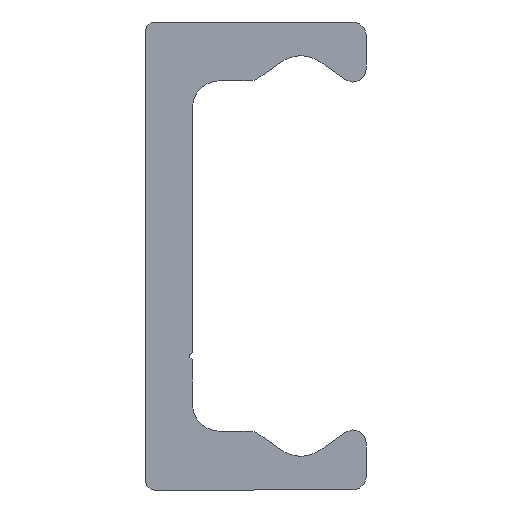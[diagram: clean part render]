
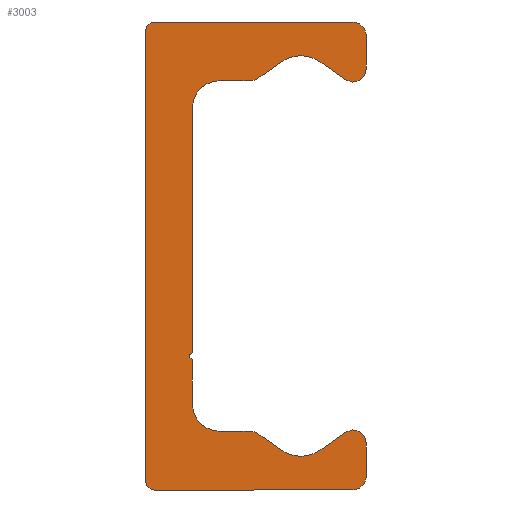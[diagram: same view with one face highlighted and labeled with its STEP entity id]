
A CAD part, left-side view. The second image highlights one B-rep face of the part: STEP entity #3003.
In plain terms, the highlighted planar face has unit normal (-1, 0, 0).
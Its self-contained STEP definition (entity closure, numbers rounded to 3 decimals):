
#1980=CARTESIAN_POINT('',(0.0,4.75,-7.25));
#1981=VERTEX_POINT('',#1980);
#1988=CARTESIAN_POINT('',(0.0,4.75,-7.75));
#1989=VERTEX_POINT('',#1988);
#1990=CARTESIAN_POINT('',(0.0,4.75,-7.5));
#1991=DIRECTION('',(-1.0,0.0,0.0));
#1992=DIRECTION('',(0.0,0.0,1.0));
#1993=AXIS2_PLACEMENT_3D('',#1990,#1991,#1992);
#1994=CIRCLE('',#1993,0.25);
#1995=EDGE_CURVE('',#1981,#1989,#1994,.T.);
#2105=CARTESIAN_POINT('',(0.0,4.75,11.1));
#2106=VERTEX_POINT('',#2105);
#2113=CARTESIAN_POINT('',(0.0,4.75,11.1));
#2114=DIRECTION('',(0.0,0.0,-1.0));
#2115=VECTOR('',#2114,18.35);
#2116=LINE('',#2113,#2115);
#2117=EDGE_CURVE('',#2106,#1981,#2116,.T.);
#2173=CARTESIAN_POINT('',(0.0,7.6,-17.5));
#2174=VERTEX_POINT('',#2173);
#2181=CARTESIAN_POINT('',(0.0,8.25,-16.85));
#2182=VERTEX_POINT('',#2181);
#2183=CARTESIAN_POINT('',(0.0,7.6,-16.85));
#2184=DIRECTION('',(1.0,0.0,0.0));
#2185=DIRECTION('',(0.0,0.0,-1.0));
#2186=AXIS2_PLACEMENT_3D('',#2183,#2184,#2185);
#2187=CIRCLE('',#2186,0.65);
#2188=EDGE_CURVE('',#2174,#2182,#2187,.T.);
#2212=CARTESIAN_POINT('',(0.0,-7.25,-17.5));
#2213=VERTEX_POINT('',#2212);
#2220=CARTESIAN_POINT('',(0.0,-7.25,-17.5));
#2221=DIRECTION('',(0.0,1.0,0.0));
#2222=VECTOR('',#2221,14.85);
#2223=LINE('',#2220,#2222);
#2224=EDGE_CURVE('',#2213,#2174,#2223,.T.);
#2244=CARTESIAN_POINT('',(0.0,-8.25,-16.5));
#2245=VERTEX_POINT('',#2244);
#2252=CARTESIAN_POINT('',(0.0,-7.25,-16.5));
#2253=DIRECTION('',(1.0,0.0,0.0));
#2254=DIRECTION('',(0.0,-1.0,0.0));
#2255=AXIS2_PLACEMENT_3D('',#2252,#2253,#2254);
#2256=CIRCLE('',#2255,1.0);
#2257=EDGE_CURVE('',#2245,#2213,#2256,.T.);
#2276=CARTESIAN_POINT('',(0.0,-8.25,-13.98));
#2277=VERTEX_POINT('',#2276);
#2284=CARTESIAN_POINT('',(0.0,-8.25,-13.98));
#2285=DIRECTION('',(0.0,0.0,-1.0));
#2286=VECTOR('',#2285,2.52);
#2287=LINE('',#2284,#2286);
#2288=EDGE_CURVE('',#2277,#2245,#2287,.T.);
#2308=CARTESIAN_POINT('',(0.0,-6.708,-13.177));
#2309=VERTEX_POINT('',#2308);
#2316=CARTESIAN_POINT('',(0.0,-7.27,-13.98));
#2317=DIRECTION('',(1.0,0.0,0.0));
#2318=DIRECTION('',(0.0,0.574,0.819));
#2319=AXIS2_PLACEMENT_3D('',#2316,#2317,#2318);
#2320=CIRCLE('',#2319,0.98);
#2321=EDGE_CURVE('',#2309,#2277,#2320,.T.);
#2340=CARTESIAN_POINT('',(0.0,-4.784,-14.524));
#2341=VERTEX_POINT('',#2340);
#2348=CARTESIAN_POINT('',(0.0,-4.784,-14.524));
#2349=DIRECTION('',(0.0,-0.819,0.574));
#2350=VECTOR('',#2349,2.349);
#2351=LINE('',#2348,#2350);
#2352=EDGE_CURVE('',#2341,#2309,#2351,.T.);
#2372=CARTESIAN_POINT('',(0.0,-1.916,-14.524));
#2373=VERTEX_POINT('',#2372);
#2380=CARTESIAN_POINT('',(0.0,-3.35,-12.477));
#2381=DIRECTION('',(-1.0,0.0,0.0));
#2382=DIRECTION('',(0.0,0.574,0.819));
#2383=AXIS2_PLACEMENT_3D('',#2380,#2381,#2382);
#2384=CIRCLE('',#2383,2.5);
#2385=EDGE_CURVE('',#2373,#2341,#2384,.T.);
#2404=CARTESIAN_POINT('',(0.0,-0.14,-13.281));
#2405=VERTEX_POINT('',#2404);
#2412=CARTESIAN_POINT('',(0.0,-0.14,-13.281));
#2413=DIRECTION('',(0.0,-0.819,-0.574));
#2414=VECTOR('',#2413,2.168);
#2415=LINE('',#2412,#2414);
#2416=EDGE_CURVE('',#2405,#2373,#2415,.T.);
#2436=CARTESIAN_POINT('',(0.0,0.433,-13.1));
#2437=VERTEX_POINT('',#2436);
#2444=CARTESIAN_POINT('',(0.0,0.433,-14.1));
#2445=DIRECTION('',(1.0,0.0,0.0));
#2446=DIRECTION('',(0.0,0.0,1.0));
#2447=AXIS2_PLACEMENT_3D('',#2444,#2445,#2446);
#2448=CIRCLE('',#2447,1.);
#2449=EDGE_CURVE('',#2437,#2405,#2448,.T.);
#2468=CARTESIAN_POINT('',(0.0,2.75,-13.1));
#2469=VERTEX_POINT('',#2468);
#2476=CARTESIAN_POINT('',(0.0,2.75,-13.1));
#2477=DIRECTION('',(0.0,-1.0,0.0));
#2478=VECTOR('',#2477,2.317);
#2479=LINE('',#2476,#2478);
#2480=EDGE_CURVE('',#2469,#2437,#2479,.T.);
#2500=CARTESIAN_POINT('',(0.0,4.75,-11.1));
#2501=VERTEX_POINT('',#2500);
#2508=CARTESIAN_POINT('',(0.0,2.75,-11.1));
#2509=DIRECTION('',(-1.0,0.0,0.0));
#2510=DIRECTION('',(0.0,0.0,1.0));
#2511=AXIS2_PLACEMENT_3D('',#2508,#2509,#2510);
#2512=CIRCLE('',#2511,2.0);
#2513=EDGE_CURVE('',#2501,#2469,#2512,.T.);
#2531=CARTESIAN_POINT('',(0.0,4.75,-7.75));
#2532=DIRECTION('',(0.0,0.0,-1.0));
#2533=VECTOR('',#2532,3.35);
#2534=LINE('',#2531,#2533);
#2535=EDGE_CURVE('',#1989,#2501,#2534,.T.);
#2555=CARTESIAN_POINT('',(0.0,2.75,13.1));
#2556=VERTEX_POINT('',#2555);
#2563=CARTESIAN_POINT('',(0.0,2.75,11.1));
#2564=DIRECTION('',(-1.0,0.0,0.0));
#2565=DIRECTION('',(0.0,-1.0,0.0));
#2566=AXIS2_PLACEMENT_3D('',#2563,#2564,#2565);
#2567=CIRCLE('',#2566,2.0);
#2568=EDGE_CURVE('',#2556,#2106,#2567,.T.);
#2587=CARTESIAN_POINT('',(0.0,0.433,13.1));
#2588=VERTEX_POINT('',#2587);
#2595=CARTESIAN_POINT('',(0.0,0.433,13.1));
#2596=DIRECTION('',(0.0,1.0,0.0));
#2597=VECTOR('',#2596,2.317);
#2598=LINE('',#2595,#2597);
#2599=EDGE_CURVE('',#2588,#2556,#2598,.T.);
#2619=CARTESIAN_POINT('',(0.0,-0.14,13.281));
#2620=VERTEX_POINT('',#2619);
#2627=CARTESIAN_POINT('',(0.0,0.433,14.1));
#2628=DIRECTION('',(1.0,0.0,0.0));
#2629=DIRECTION('',(0.0,-0.574,-0.819));
#2630=AXIS2_PLACEMENT_3D('',#2627,#2628,#2629);
#2631=CIRCLE('',#2630,1.);
#2632=EDGE_CURVE('',#2620,#2588,#2631,.T.);
#2651=CARTESIAN_POINT('',(0.0,-1.916,14.524));
#2652=VERTEX_POINT('',#2651);
#2659=CARTESIAN_POINT('',(0.0,-1.916,14.524));
#2660=DIRECTION('',(0.0,0.819,-0.574));
#2661=VECTOR('',#2660,2.168);
#2662=LINE('',#2659,#2661);
#2663=EDGE_CURVE('',#2652,#2620,#2662,.T.);
#2683=CARTESIAN_POINT('',(0.0,-4.784,14.524));
#2684=VERTEX_POINT('',#2683);
#2691=CARTESIAN_POINT('',(0.0,-3.35,12.477));
#2692=DIRECTION('',(-1.0,0.0,0.0));
#2693=DIRECTION('',(0.0,-0.574,-0.819));
#2694=AXIS2_PLACEMENT_3D('',#2691,#2692,#2693);
#2695=CIRCLE('',#2694,2.5);
#2696=EDGE_CURVE('',#2684,#2652,#2695,.T.);
#2715=CARTESIAN_POINT('',(0.0,-6.708,13.177));
#2716=VERTEX_POINT('',#2715);
#2723=CARTESIAN_POINT('',(0.0,-6.708,13.177));
#2724=DIRECTION('',(0.0,0.819,0.574));
#2725=VECTOR('',#2724,2.349);
#2726=LINE('',#2723,#2725);
#2727=EDGE_CURVE('',#2716,#2684,#2726,.T.);
#2747=CARTESIAN_POINT('',(0.0,-8.25,13.98));
#2748=VERTEX_POINT('',#2747);
#2755=CARTESIAN_POINT('',(0.0,-7.27,13.98));
#2756=DIRECTION('',(1.0,0.0,0.0));
#2757=DIRECTION('',(0.0,-1.0,0.0));
#2758=AXIS2_PLACEMENT_3D('',#2755,#2756,#2757);
#2759=CIRCLE('',#2758,0.98);
#2760=EDGE_CURVE('',#2748,#2716,#2759,.T.);
#2779=CARTESIAN_POINT('',(0.0,-8.25,16.5));
#2780=VERTEX_POINT('',#2779);
#2787=CARTESIAN_POINT('',(0.0,-8.25,16.5));
#2788=DIRECTION('',(0.0,0.0,-1.0));
#2789=VECTOR('',#2788,2.52);
#2790=LINE('',#2787,#2789);
#2791=EDGE_CURVE('',#2780,#2748,#2790,.T.);
#2811=CARTESIAN_POINT('',(0.0,-7.25,17.5));
#2812=VERTEX_POINT('',#2811);
#2819=CARTESIAN_POINT('',(0.0,-7.25,16.5));
#2820=DIRECTION('',(1.0,0.0,0.0));
#2821=DIRECTION('',(0.0,0.0,1.0));
#2822=AXIS2_PLACEMENT_3D('',#2819,#2820,#2821);
#2823=CIRCLE('',#2822,1.0);
#2824=EDGE_CURVE('',#2812,#2780,#2823,.T.);
#2843=CARTESIAN_POINT('',(0.0,7.6,17.5));
#2844=VERTEX_POINT('',#2843);
#2851=CARTESIAN_POINT('',(0.0,7.6,17.5));
#2852=DIRECTION('',(0.0,-1.0,0.0));
#2853=VECTOR('',#2852,14.85);
#2854=LINE('',#2851,#2853);
#2855=EDGE_CURVE('',#2844,#2812,#2854,.T.);
#2875=CARTESIAN_POINT('',(0.0,8.25,16.85));
#2876=VERTEX_POINT('',#2875);
#2883=CARTESIAN_POINT('',(0.0,7.6,16.85));
#2884=DIRECTION('',(1.0,0.0,0.0));
#2885=DIRECTION('',(0.0,1.0,0.0));
#2886=AXIS2_PLACEMENT_3D('',#2883,#2884,#2885);
#2887=CIRCLE('',#2886,0.65);
#2888=EDGE_CURVE('',#2876,#2844,#2887,.T.);
#2906=CARTESIAN_POINT('',(0.0,8.25,-16.85));
#2907=DIRECTION('',(0.0,0.0,1.0));
#2908=VECTOR('',#2907,33.7);
#2909=LINE('',#2906,#2908);
#2910=EDGE_CURVE('',#2182,#2876,#2909,.T.);
#2970=CARTESIAN_POINT('',(0.0,2.258,-0.017));
#2971=DIRECTION('',(1.0,0.0,0.0));
#2972=DIRECTION('',(0.0,0.0,-1.0));
#2973=AXIS2_PLACEMENT_3D('',#2970,#2971,#2972);
#2974=PLANE('',#2973);
#2975=ORIENTED_EDGE('',*,*,#2910,.F.);
#2976=ORIENTED_EDGE('',*,*,#2188,.F.);
#2977=ORIENTED_EDGE('',*,*,#2224,.F.);
#2978=ORIENTED_EDGE('',*,*,#2257,.F.);
#2979=ORIENTED_EDGE('',*,*,#2288,.F.);
#2980=ORIENTED_EDGE('',*,*,#2321,.F.);
#2981=ORIENTED_EDGE('',*,*,#2352,.F.);
#2982=ORIENTED_EDGE('',*,*,#2385,.F.);
#2983=ORIENTED_EDGE('',*,*,#2416,.F.);
#2984=ORIENTED_EDGE('',*,*,#2449,.F.);
#2985=ORIENTED_EDGE('',*,*,#2480,.F.);
#2986=ORIENTED_EDGE('',*,*,#2513,.F.);
#2987=ORIENTED_EDGE('',*,*,#2535,.F.);
#2988=ORIENTED_EDGE('',*,*,#1995,.F.);
#2989=ORIENTED_EDGE('',*,*,#2117,.F.);
#2990=ORIENTED_EDGE('',*,*,#2568,.F.);
#2991=ORIENTED_EDGE('',*,*,#2599,.F.);
#2992=ORIENTED_EDGE('',*,*,#2632,.F.);
#2993=ORIENTED_EDGE('',*,*,#2663,.F.);
#2994=ORIENTED_EDGE('',*,*,#2696,.F.);
#2995=ORIENTED_EDGE('',*,*,#2727,.F.);
#2996=ORIENTED_EDGE('',*,*,#2760,.F.);
#2997=ORIENTED_EDGE('',*,*,#2791,.F.);
#2998=ORIENTED_EDGE('',*,*,#2824,.F.);
#2999=ORIENTED_EDGE('',*,*,#2855,.F.);
#3000=ORIENTED_EDGE('',*,*,#2888,.F.);
#3001=EDGE_LOOP('',(#2975,#2976,#2977,#2978,#2979,#2980,#2981,#2982,#2983,#2984,#2985,#2986,#2987,#2988,#2989,#2990,#2991,#2992,#2993,#2994,#2995,#2996,#2997,#2998,#2999,#3000));
#3002=FACE_OUTER_BOUND('',#3001,.T.);
#3003=ADVANCED_FACE('',(#3002),#2974,.F.);
